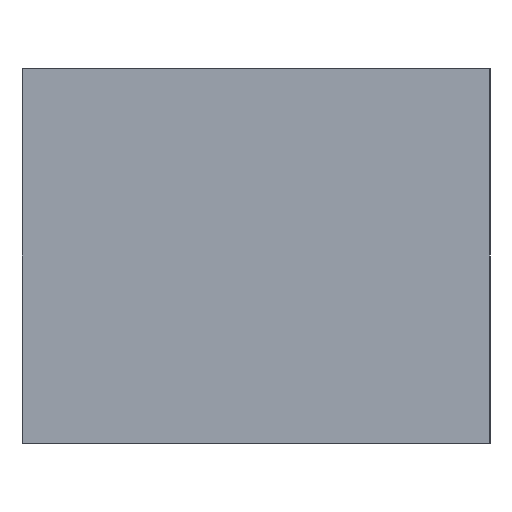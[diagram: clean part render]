
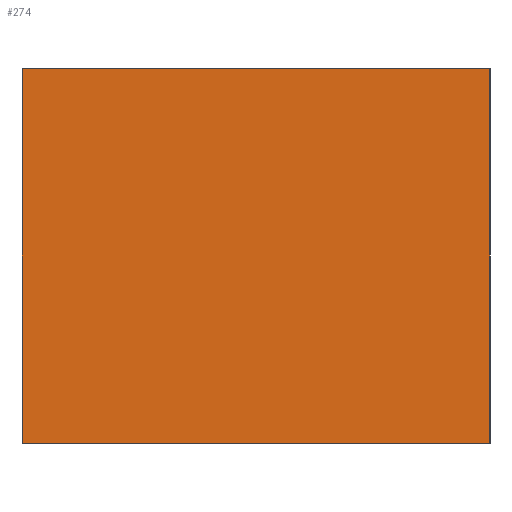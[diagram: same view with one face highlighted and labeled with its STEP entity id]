
A CAD part, left-side view. The second image highlights one B-rep face of the part: STEP entity #274.
In plain terms, the highlighted planar face has unit normal (-1, 0, 0).
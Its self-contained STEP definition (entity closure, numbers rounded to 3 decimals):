
#23 = VERTEX_POINT ( 'NONE', #1180 ) ;
#42 = VERTEX_POINT ( 'NONE', #297 ) ;
#125 = CARTESIAN_POINT ( 'NONE',  ( -10., 167.51, -2.758 ) ) ;
#140 = ORIENTED_EDGE ( 'NONE', *, *, #668, .F. ) ;
#156 = VERTEX_POINT ( 'NONE', #1307 ) ;
#180 = ORIENTED_EDGE ( 'NONE', *, *, #1151, .T. ) ;
#217 = DIRECTION ( 'NONE',  ( 0., 0., -1. ) ) ;
#233 = CARTESIAN_POINT ( 'NONE',  ( -10., 167.51, -10.758 ) ) ;
#274 = ADVANCED_FACE ( 'NONE', ( #555 ), #902, .F. ) ;
#297 = CARTESIAN_POINT ( 'NONE',  ( -10., -142.5, -10.758 ) ) ;
#329 = ORIENTED_EDGE ( 'NONE', *, *, #678, .F. ) ;
#338 = CARTESIAN_POINT ( 'NONE',  ( -10., -142.5, -2.758 ) ) ;
#344 = VERTEX_POINT ( 'NONE', #603 ) ;
#509 = LINE ( 'NONE', #789, #1031 ) ;
#555 = FACE_OUTER_BOUND ( 'NONE', #1008, .T. ) ;
#587 = DIRECTION ( 'NONE',  ( 0., 0., -1. ) ) ;
#603 = CARTESIAN_POINT ( 'NONE',  ( -10., -142.5, -2.758 ) ) ;
#668 = EDGE_CURVE ( 'NONE', #344, #23, #732, .T. ) ;
#678 = EDGE_CURVE ( 'NONE', #23, #156, #831, .T. ) ;
#711 = VECTOR ( 'NONE', #907, 1000. ) ;
#732 = LINE ( 'NONE', #125, #711 ) ;
#782 = DIRECTION ( 'NONE',  ( 0., -1., 0. ) ) ;
#789 = CARTESIAN_POINT ( 'NONE',  ( -10., -152.5, -10.758 ) ) ;
#831 = LINE ( 'NONE', #901, #1207 ) ;
#901 = CARTESIAN_POINT ( 'NONE',  ( -10., -152.5, -2.758 ) ) ;
#902 = PLANE ( 'NONE',  #1140 ) ;
#907 = DIRECTION ( 'NONE',  ( 0., -1., 0. ) ) ;
#1008 = EDGE_LOOP ( 'NONE', ( #140, #180, #1172, #329 ) ) ;
#1031 = VECTOR ( 'NONE', #782, 1000. ) ;
#1140 = AXIS2_PLACEMENT_3D ( 'NONE', #233, #1242, #587 ) ;
#1151 = EDGE_CURVE ( 'NONE', #344, #42, #1166, .T. ) ;
#1166 = LINE ( 'NONE', #338, #1236 ) ;
#1167 = EDGE_CURVE ( 'NONE', #42, #156, #509, .T. ) ;
#1172 = ORIENTED_EDGE ( 'NONE', *, *, #1167, .T. ) ;
#1180 = CARTESIAN_POINT ( 'NONE',  ( -10., -152.5, -2.758 ) ) ;
#1207 = VECTOR ( 'NONE', #1232, 1000. ) ;
#1232 = DIRECTION ( 'NONE',  ( 0., 0., -1. ) ) ;
#1236 = VECTOR ( 'NONE', #217, 1000. ) ;
#1242 = DIRECTION ( 'NONE',  ( 1., 0., 0. ) ) ;
#1307 = CARTESIAN_POINT ( 'NONE',  ( -10., -152.5, -10.758 ) ) ;
